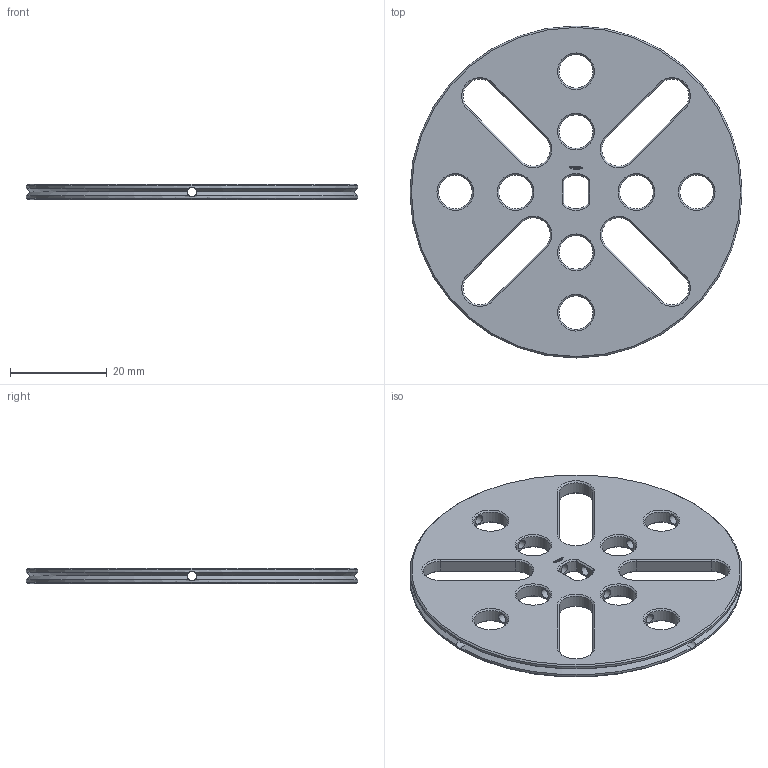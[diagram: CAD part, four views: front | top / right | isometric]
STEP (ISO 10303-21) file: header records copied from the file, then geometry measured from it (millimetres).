
FILE_DESCRIPTION(('FreeCAD Model'),'2;1');
FILE_NAME('Open CASCADE Shape Model','2023-11-14T00:16:28',(''),(''), 'Open CASCADE STEP processor 7.6','FreeCAD','Unknown');
FILE_SCHEMA(('AUTOMOTIVE_DESIGN { 1 0 10303 214 1 1 1 1 }'));
Length unit declared in the file: millimetre
Products named in the file (1): Washer FXD OCT BU05.50x00.25 - SPN-WSR-0019 (stemfie.org)
Bounding box: 68.75 x 68.75 x 3.12 mm (x, y, z)
Volume: 8255.3 mm3; surface area: 7861 mm2
Topology: 1 solids, 1 shells, 596 faces, 1664 edges, 1090 vertices
Faces by surface type: plane 340, extrusion 178, cone 46, cylinder 32
Full cylindrical faces by diameter (mm): 2 x12, 7 x8, 68.75 x2
Entity records: 44521 total; most frequent: CARTESIAN_POINT 12630, DIRECTION 5160, VECTOR 4112, LINE 3934, ORIENTED_EDGE 3328, PCURVE 3328, DEFINITIONAL_REPRESENTATION 3328, EDGE_CURVE 1664
